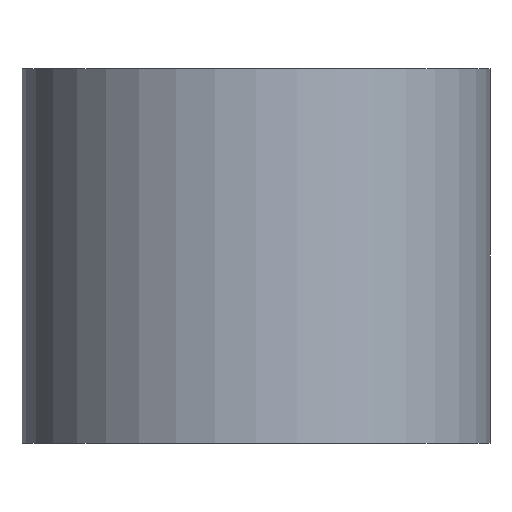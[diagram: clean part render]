
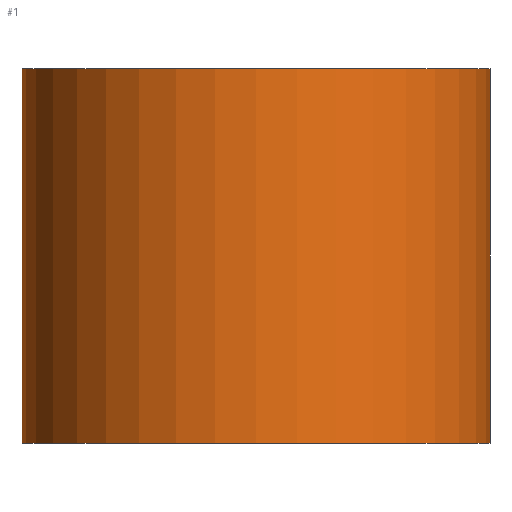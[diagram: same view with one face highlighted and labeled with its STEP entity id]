
A CAD part, front view. The second image highlights one B-rep face of the part: STEP entity #1.
In plain terms, the highlighted cylindrical face has radius 7.938 mm (diameter 15.875 mm), a partial arc.
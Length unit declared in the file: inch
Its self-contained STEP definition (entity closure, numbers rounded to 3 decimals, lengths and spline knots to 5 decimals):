
#1 = ADVANCED_FACE ( 'NONE', ( #99 ), #287, .T. ) ;
#3 = CARTESIAN_POINT ( 'NONE',  ( -0.3125, 0., 0.5 ) ) ;
#17 = VERTEX_POINT ( 'NONE', #228 ) ;
#27 = CARTESIAN_POINT ( 'NONE',  ( 0., 0., 0.5 ) ) ;
#48 = DIRECTION ( 'NONE',  ( 0., 0., -1. ) ) ;
#52 = CARTESIAN_POINT ( 'NONE',  ( 0., 0., 0.5 ) ) ;
#69 = VERTEX_POINT ( 'NONE', #81 ) ;
#72 = VECTOR ( 'NONE', #327, 39.37008 ) ;
#76 = EDGE_CURVE ( 'NONE', #17, #69, #280, .T. ) ;
#81 = CARTESIAN_POINT ( 'NONE',  ( 0.3125, 0., 0. ) ) ;
#99 = FACE_OUTER_BOUND ( 'NONE', #261, .T. ) ;
#102 = DIRECTION ( 'NONE',  ( 0., 0., 1. ) ) ;
#105 = CARTESIAN_POINT ( 'NONE',  ( 0., 0., 0. ) ) ;
#113 = EDGE_CURVE ( 'NONE', #141, #311, #326, .T. ) ;
#139 = AXIS2_PLACEMENT_3D ( 'NONE', #52, #304, #225 ) ;
#141 = VERTEX_POINT ( 'NONE', #3 ) ;
#169 = CARTESIAN_POINT ( 'NONE',  ( 0.3125, 0., 0.5 ) ) ;
#173 = CARTESIAN_POINT ( 'NONE',  ( 0.3125, 0., 0.5 ) ) ;
#175 = AXIS2_PLACEMENT_3D ( 'NONE', #27, #48, #328 ) ;
#184 = ORIENTED_EDGE ( 'NONE', *, *, #257, .F. ) ;
#189 = ORIENTED_EDGE ( 'NONE', *, *, #113, .F. ) ;
#193 = DIRECTION ( 'NONE',  ( 0., 0., -1. ) ) ;
#200 = LINE ( 'NONE', #265, #207 ) ;
#203 = EDGE_CURVE ( 'NONE', #141, #17, #200, .T. ) ;
#207 = VECTOR ( 'NONE', #193, 39.37008 ) ;
#210 = AXIS2_PLACEMENT_3D ( 'NONE', #105, #102, #277 ) ;
#220 = LINE ( 'NONE', #173, #72 ) ;
#225 = DIRECTION ( 'NONE',  ( 1., 0., 0. ) ) ;
#228 = CARTESIAN_POINT ( 'NONE',  ( -0.3125, 0., 0. ) ) ;
#232 = ORIENTED_EDGE ( 'NONE', *, *, #76, .T. ) ;
#236 = ORIENTED_EDGE ( 'NONE', *, *, #203, .T. ) ;
#257 = EDGE_CURVE ( 'NONE', #311, #69, #220, .T. ) ;
#261 = EDGE_LOOP ( 'NONE', ( #184, #189, #236, #232 ) ) ;
#265 = CARTESIAN_POINT ( 'NONE',  ( -0.3125, 0., 0.5 ) ) ;
#277 = DIRECTION ( 'NONE',  ( 1., 0., 0. ) ) ;
#280 = CIRCLE ( 'NONE', #210, 0.3125 ) ;
#287 = CYLINDRICAL_SURFACE ( 'NONE', #175, 0.3125 ) ;
#304 = DIRECTION ( 'NONE',  ( 0., 0., 1. ) ) ;
#311 = VERTEX_POINT ( 'NONE', #169 ) ;
#326 = CIRCLE ( 'NONE', #139, 0.3125 ) ;
#327 = DIRECTION ( 'NONE',  ( 0., 0., -1. ) ) ;
#328 = DIRECTION ( 'NONE',  ( -1., 0., 0. ) ) ;
